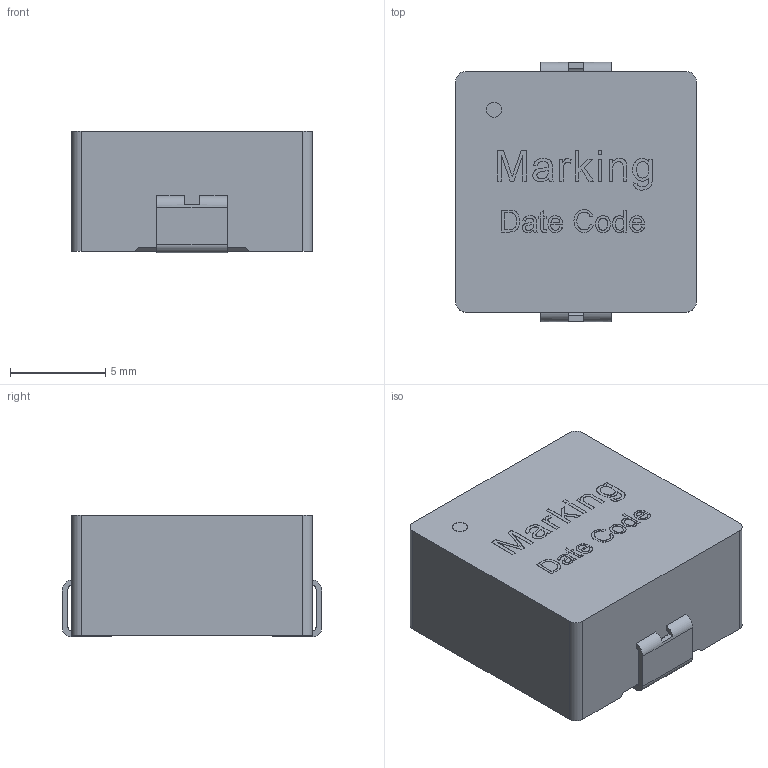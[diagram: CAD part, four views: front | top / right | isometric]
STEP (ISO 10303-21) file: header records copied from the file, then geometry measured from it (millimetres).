
FILE_DESCRIPTION( ('This file contains a STEP AP42 implementation' ,'as created by ZW3D STEP Interface translator.') ,'2;1' );
FILE_NAME( 'CSAB1265²úÆ·.stp' ,'23 625.103640', (''), ('ZWCAD Software Co.'), 'Version 1.0', 'ZW3D to STEP translator', '' );
FILE_SCHEMA(('AP242_MANAGED_MODEL_BASED_3D_ENGINEERING_MIM_LF { 1 0 10303 442 1 1 4 }'));
Length unit declared in the file: millimetre
Products named in the file (4): 0; CSAB1265萸爾莉こ; CSAB1265; 12傷赽ㄗ萸爾ㄘ
Assembly tree (3 placements, depth 2):
  0
  CSAB1265萸爾莉こ
    CSAB1265
    12傷赽ㄗ萸爾ㄘ  x2
Bounding box: 12.6 x 13.6 x 6.38 mm (x, y, z)
Volume: 1003.9 mm3; surface area: 715.8 mm2
Topology: 3 solids, 3 shells, 287 faces, 768 edges, 512 vertices
Faces by surface type: plane 154, bspline 115, cylinder 18
Full cylindrical faces by diameter (mm): 0.8 x1
Entity records: 9330 total; most frequent: CARTESIAN_POINT 2929, ORIENTED_EDGE 1452, DIRECTION 858, EDGE_CURVE 726, VERTEX_POINT 484, VECTOR 464, LINE 464, EDGE_LOOP 296
